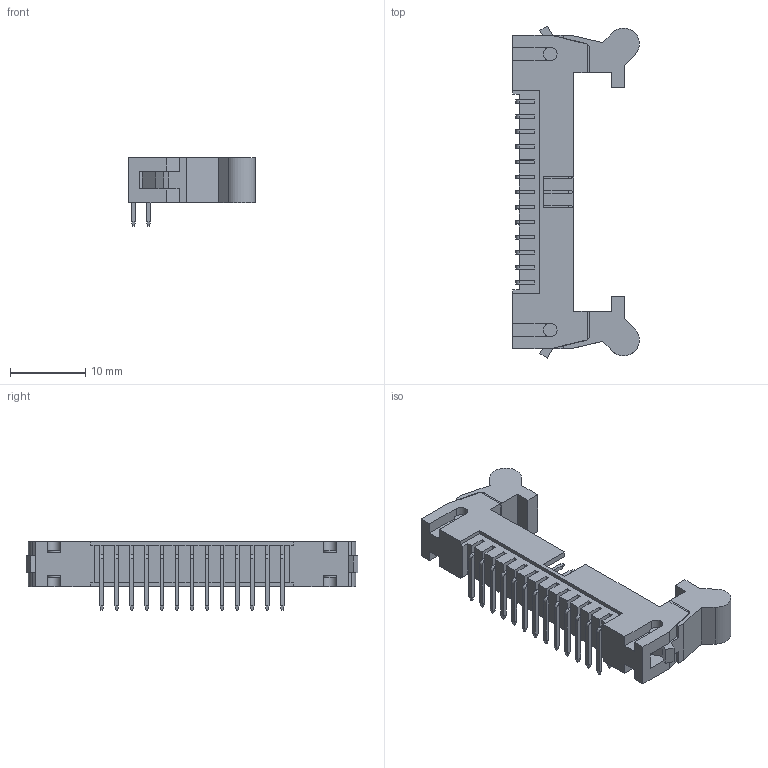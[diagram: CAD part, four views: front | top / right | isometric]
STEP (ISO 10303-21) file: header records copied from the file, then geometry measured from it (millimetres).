
FILE_DESCRIPTION(/* description */ ('Unknown'),/* implementation_level */ '2;1');
FILE_NAME(/* name */ 'J_Wurth_WR-BHD_62502622121',/* time_stamp */ '2025-05-19T14:19:04+08:00',/* author */ ('Unknown'),/* organization */ ('Unknown'),/* preprocessor_version */ 'ST-DEVELOPER v19.4',/* originating_system */ 'Solid Edge',/* authorisation */ 'Unknown');
FILE_SCHEMA (('AUTOMOTIVE_DESIGN {1 0 10303 214 3 1 1}'));
Length unit declared in the file: millimetre
Products named in the file (2): J_Wurth_WR-BHD_62502622121
Assembly tree (1 placements, depth 2):
  J_Wurth_WR-BHD_62502622121
    J_Wurth_WR-BHD_62502622121
Bounding box: 16.84 x 44.12 x 9.15 mm (x, y, z)
Volume: 1658.6 mm3; surface area: 3442 mm2
Topology: 29 solids, 29 shells, 804 faces, 2088 edges, 1312 vertices
Faces by surface type: plane 744, cylinder 56, cone 4
Full cylindrical faces by diameter (mm): 1.8 x4
Entity records: 24146 total; most frequent: CARTESIAN_POINT 4214, ORIENTED_EDGE 4168, DIRECTION 3812, EDGE_CURVE 2084, LINE 1960, VECTOR 1960, VERTEX_POINT 1312, AXIS2_PLACEMENT_3D 926
